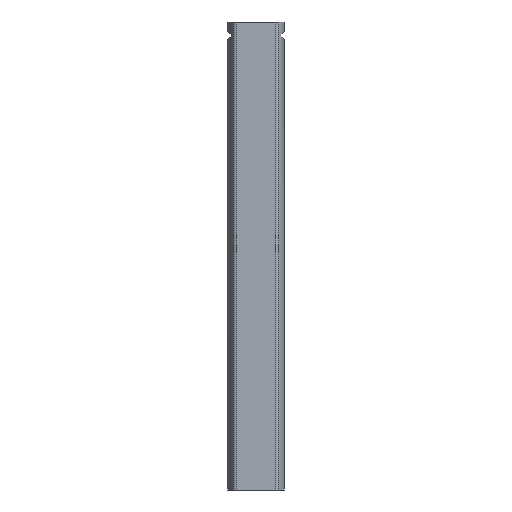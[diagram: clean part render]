
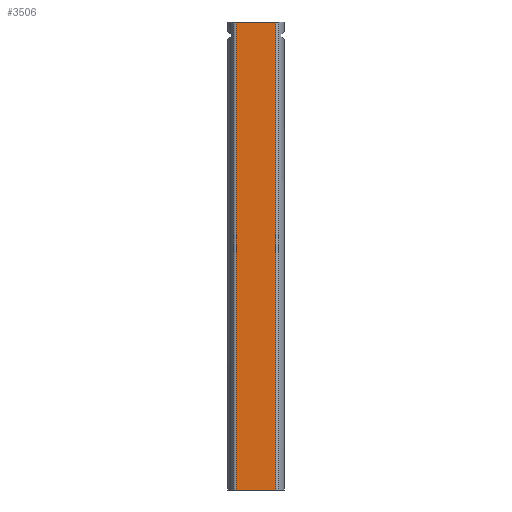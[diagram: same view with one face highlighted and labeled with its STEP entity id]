
A CAD part, left-side view. The second image highlights one B-rep face of the part: STEP entity #3506.
In plain terms, the highlighted planar face has unit normal (-1, 0, 0).
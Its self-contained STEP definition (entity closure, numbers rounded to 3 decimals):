
#18 = LINE ( 'NONE', #2482, #2511 ) ;
#20 = EDGE_LOOP ( 'NONE', ( #718, #3870, #3726, #1889 ) ) ;
#184 = EDGE_CURVE ( 'NONE', #1360, #1160, #3782, .T. ) ;
#266 = DIRECTION ( 'NONE',  ( 0., -1., 0. ) ) ;
#288 = CARTESIAN_POINT ( 'NONE',  ( -127.489, 47.977, -500. ) ) ;
#331 = CARTESIAN_POINT ( 'NONE',  ( -127.489, 51.824, -500. ) ) ;
#529 = CARTESIAN_POINT ( 'NONE',  ( -127.489, -35.521, 0. ) ) ;
#674 = CARTESIAN_POINT ( 'NONE',  ( -127.489, 6.228, 0. ) ) ;
#706 = VECTOR ( 'NONE', #960, 1000. ) ;
#718 = ORIENTED_EDGE ( 'NONE', *, *, #979, .T. ) ;
#837 = LINE ( 'NONE', #3627, #1762 ) ;
#960 = DIRECTION ( 'NONE',  ( 0., -1., 0. ) ) ;
#979 = EDGE_CURVE ( 'NONE', #1160, #1807, #3760, .T. ) ;
#1160 = VERTEX_POINT ( 'NONE', #2716 ) ;
#1360 = VERTEX_POINT ( 'NONE', #2602 ) ;
#1534 = DIRECTION ( 'NONE',  ( 0., 0., -1. ) ) ;
#1665 = DIRECTION ( 'NONE',  ( -1., 0., 0. ) ) ;
#1762 = VECTOR ( 'NONE', #2095, 1000. ) ;
#1807 = VERTEX_POINT ( 'NONE', #529 ) ;
#1858 = DIRECTION ( 'NONE',  ( 0., -1., 0. ) ) ;
#1889 = ORIENTED_EDGE ( 'NONE', *, *, #184, .T. ) ;
#2091 = VERTEX_POINT ( 'NONE', #2448 ) ;
#2095 = DIRECTION ( 'NONE',  ( 0., 0., 1. ) ) ;
#2352 = VECTOR ( 'NONE', #1534, 1000. ) ;
#2448 = CARTESIAN_POINT ( 'NONE',  ( -127.489, -35.521, 1000. ) ) ;
#2482 = CARTESIAN_POINT ( 'NONE',  ( -127.489, 51.824, 1000. ) ) ;
#2511 = VECTOR ( 'NONE', #1858, 1000. ) ;
#2602 = CARTESIAN_POINT ( 'NONE',  ( -127.489, 47.977, 1000. ) ) ;
#2716 = CARTESIAN_POINT ( 'NONE',  ( -127.489, 47.977, 0. ) ) ;
#2759 = FACE_OUTER_BOUND ( 'NONE', #20, .T. ) ;
#3159 = EDGE_CURVE ( 'NONE', #1360, #2091, #18, .T. ) ;
#3240 = AXIS2_PLACEMENT_3D ( 'NONE', #331, #1665, #266 ) ;
#3415 = PLANE ( 'NONE',  #3240 ) ;
#3506 = ADVANCED_FACE ( 'NONE', ( #2759 ), #3415, .T. ) ;
#3627 = CARTESIAN_POINT ( 'NONE',  ( -127.489, -35.521, -500. ) ) ;
#3726 = ORIENTED_EDGE ( 'NONE', *, *, #3159, .F. ) ;
#3735 = EDGE_CURVE ( 'NONE', #1807, #2091, #837, .T. ) ;
#3760 = LINE ( 'NONE', #674, #706 ) ;
#3782 = LINE ( 'NONE', #288, #2352 ) ;
#3870 = ORIENTED_EDGE ( 'NONE', *, *, #3735, .T. ) ;
